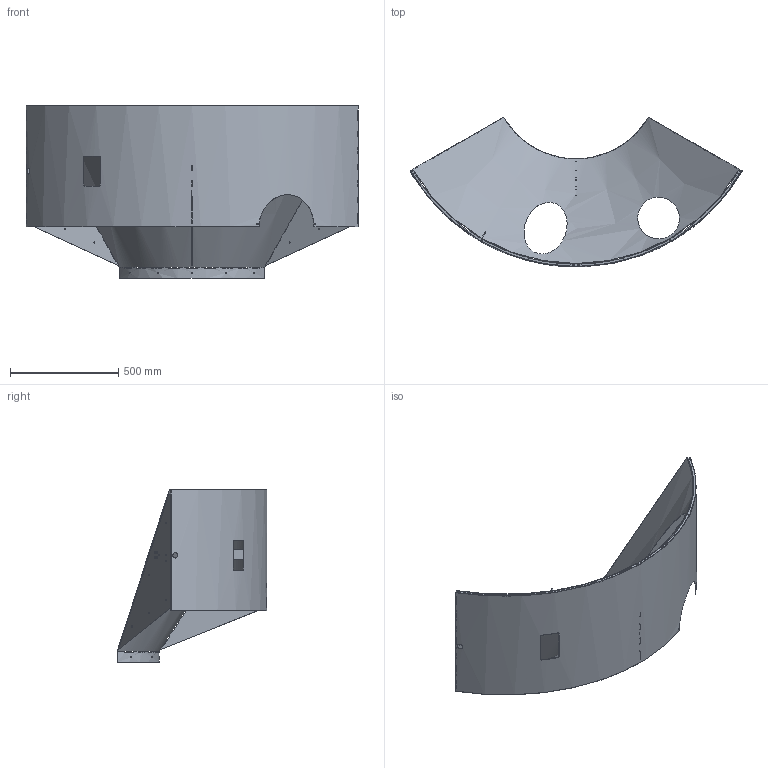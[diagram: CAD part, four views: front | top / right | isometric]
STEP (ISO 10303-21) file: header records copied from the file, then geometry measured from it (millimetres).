
FILE_DESCRIPTION (( 'STEP AP214' ), '1' );
FILE_NAME ('D1003233-v2.STEP', '2013-02-22T19:40:05', ( 'ligo' ), ( 'Microsoft' ), 'SwSTEP 2.0', 'SolidWorks 2013', '' );
FILE_SCHEMA (( 'AUTOMOTIVE_DESIGN' ));
Length unit declared in the file: inch
Products named in the file (7): D1002849 aLIGO_Manifold_Cryo_Baffle_Weldment_Brace; D1001073_aLIGO_Weld_Nut_Plate; D1000536_aLIGO_Manifold_Cryo_Baffle_Brace_Brkt; D0902621 aLIGO_Manifold_Cryo_Baffle_Bracket; D1201405 aLIGO_Manifold_Cryo_Baffle_ETM Y_Radial Segment Left_D1000558; D1003234_aLIGO_Manifold_Cryo_Baffle_Inner_Segment, ETMY H1, LEFT_default; D1003233-v2
Assembly tree (7 placements, depth 2):
  D1003233-v2
    D1003234_aLIGO_Manifold_Cryo_Baffle_Inner_Segment, ETMY H1, LEFT_default
    D1201405 aLIGO_Manifold_Cryo_Baffle_ETM Y_Radial Segment Left_D1000558
    D0902621 aLIGO_Manifold_Cryo_Baffle_Bracket  x2
    D1000536_aLIGO_Manifold_Cryo_Baffle_Brace_Brkt
    D1001073_aLIGO_Weld_Nut_Plate
    D1002849 aLIGO_Manifold_Cryo_Baffle_Weldment_Brace
Bounding box: 1533.11 x 692.37 x 797.42 mm (x, y, z)
Volume: 3492763.1 mm3; surface area: 4916129.5 mm2
Topology: 7 solids, 7 shells, 501 faces, 1505 edges, 1000 vertices
Faces by surface type: cylinder 305, plane 187, bspline 6, cone 3
Entity records: 16978 total; most frequent: CARTESIAN_POINT 5646, ORIENTED_EDGE 2368, DIRECTION 2324, EDGE_CURVE 1184, AXIS2_PLACEMENT_3D 852, VERTEX_POINT 786, VECTOR 620, LINE 620
